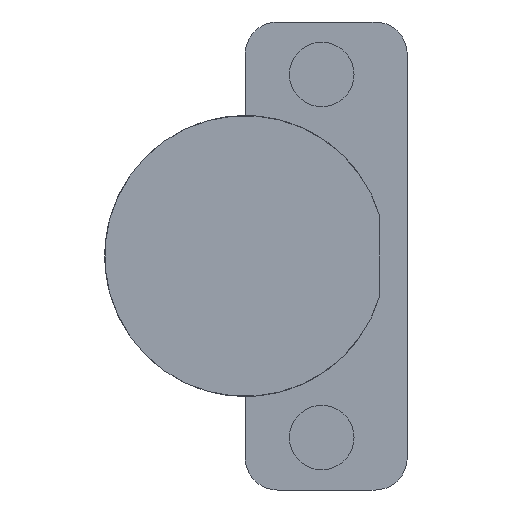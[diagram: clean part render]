
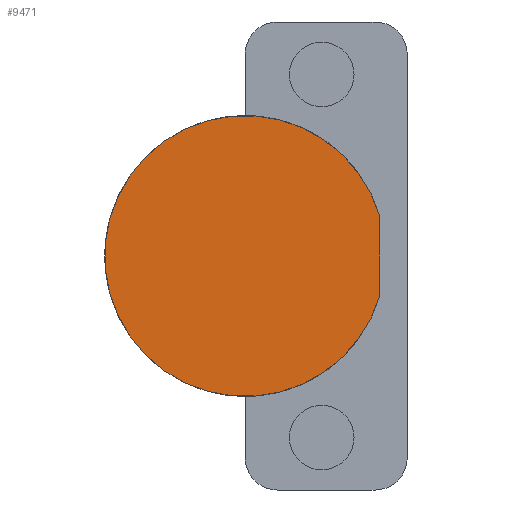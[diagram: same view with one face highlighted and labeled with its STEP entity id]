
A CAD part, front view. The second image highlights one B-rep face of the part: STEP entity #9471.
In plain terms, the highlighted planar face has unit normal (0, -1, 0).
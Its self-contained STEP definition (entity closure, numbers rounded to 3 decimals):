
#4202=DIRECTION('',(0.,0.,1.));
#4203=VECTOR('',#4202,9.771);
#4204=CARTESIAN_POINT('',(21.082,-11.2,-4.886));
#4205=LINE('',#4204,#4203);
#4216=CARTESIAN_POINT('',(4.382,-11.2,0.));
#4217=DIRECTION('',(0.,1.,0.));
#4218=DIRECTION('',(0.96,0.,-0.281));
#4219=AXIS2_PLACEMENT_3D('',#4216,#4217,#4218);
#6350=CARTESIAN_POINT('',(21.082,-11.2,-4.886));
#6351=CARTESIAN_POINT('',(21.082,-11.2,4.886));
#6352=VERTEX_POINT('',#6350);
#6353=VERTEX_POINT('',#6351);
#9462=CARTESIAN_POINT('',(4.382,-11.2,0.));
#9463=DIRECTION('',(0.,1.,0.));
#9464=DIRECTION('',(1.,0.,0.));
#9465=AXIS2_PLACEMENT_3D('',#9462,#9463,#9464);
#9466=PLANE('',#9465);
#9467=ORIENTED_EDGE('',*,*,#9454,.F.);
#9468=ORIENTED_EDGE('',*,*,#9395,.T.);
#9469=EDGE_LOOP('',(#9467,#9468));
#9470=FACE_OUTER_BOUND('',#9469,.F.);
#4220=CIRCLE('',#4219,17.4);
#9395=EDGE_CURVE('',#6352,#6353,#4220,.T.);
#9454=EDGE_CURVE('',#6352,#6353,#4205,.T.);
#9471=ADVANCED_FACE('',(#9470),#9466,.F.);
